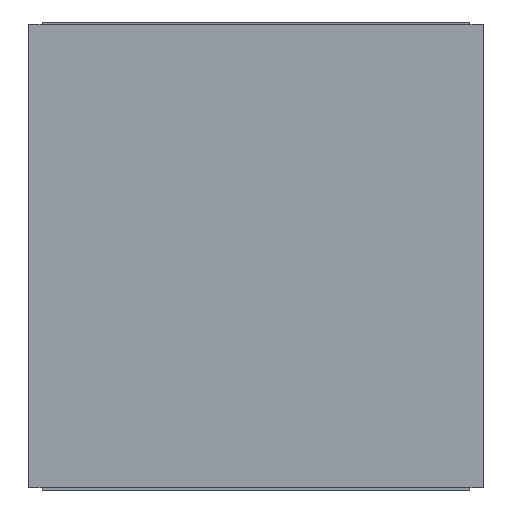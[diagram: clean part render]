
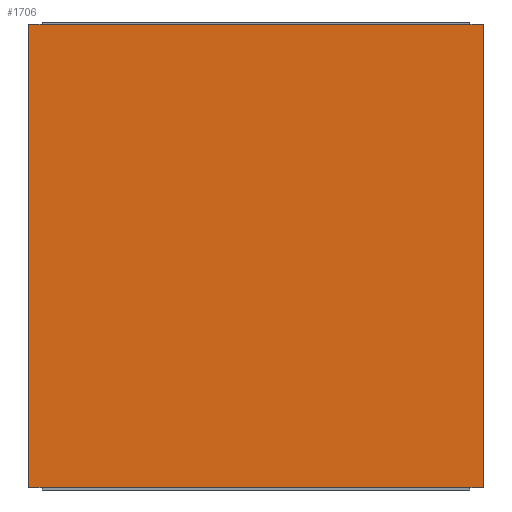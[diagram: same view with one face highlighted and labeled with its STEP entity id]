
A CAD part, front view. The second image highlights one B-rep face of the part: STEP entity #1706.
In plain terms, the highlighted planar face has unit normal (0, -1, 0).
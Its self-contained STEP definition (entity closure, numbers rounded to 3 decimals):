
#12 = ORIENTED_EDGE ( 'NONE', *, *, #32, .T. ) ;
#32 = EDGE_CURVE ( 'NONE', #709, #321, #2491, .T. ) ;
#53 = VERTEX_POINT ( 'NONE', #2073 ) ;
#57 = DIRECTION ( 'NONE',  ( 0., 1., 0. ) ) ;
#60 = CARTESIAN_POINT ( 'NONE',  ( -340., -175., 347. ) ) ;
#84 = CARTESIAN_POINT ( 'NONE',  ( -340., -175., -347. ) ) ;
#134 = VECTOR ( 'NONE', #1889, 1000. ) ;
#171 = CARTESIAN_POINT ( 'NONE',  ( -340., -175., -347. ) ) ;
#258 = ORIENTED_EDGE ( 'NONE', *, *, #2910, .T. ) ;
#321 = VERTEX_POINT ( 'NONE', #1575 ) ;
#325 = EDGE_CURVE ( 'NONE', #1057, #1113, #1584, .T. ) ;
#390 = DIRECTION ( 'NONE',  ( -1., 0., 0. ) ) ;
#441 = ORIENTED_EDGE ( 'NONE', *, *, #1504, .T. ) ;
#598 = CARTESIAN_POINT ( 'NONE',  ( -320., -175., -347. ) ) ;
#601 = CARTESIAN_POINT ( 'NONE',  ( 340., -175., 347. ) ) ;
#612 = EDGE_LOOP ( 'NONE', ( #2110, #1492, #441, #2698, #12, #1753, #928, #258 ) ) ;
#709 = VERTEX_POINT ( 'NONE', #598 ) ;
#721 = EDGE_CURVE ( 'NONE', #53, #1113, #1636, .T. ) ;
#727 = LINE ( 'NONE', #84, #134 ) ;
#752 = DIRECTION ( 'NONE',  ( 1., 0., 0. ) ) ;
#765 = VECTOR ( 'NONE', #1367, 1000. ) ;
#817 = DIRECTION ( 'NONE',  ( -1., 0., 0. ) ) ;
#835 = DIRECTION ( 'NONE',  ( 0., 0., -1. ) ) ;
#869 = CARTESIAN_POINT ( 'NONE',  ( -300., -175., -347. ) ) ;
#891 = DIRECTION ( 'NONE',  ( 0., 0., -1. ) ) ;
#928 = ORIENTED_EDGE ( 'NONE', *, *, #2014, .F. ) ;
#953 = PLANE ( 'NONE',  #1265 ) ;
#1057 = VERTEX_POINT ( 'NONE', #60 ) ;
#1079 = CARTESIAN_POINT ( 'NONE',  ( 340., -175., -347. ) ) ;
#1113 = VERTEX_POINT ( 'NONE', #2334 ) ;
#1131 = DIRECTION ( 'NONE',  ( 1., 0., 0. ) ) ;
#1140 = CARTESIAN_POINT ( 'NONE',  ( 340., -175., 347. ) ) ;
#1194 = LINE ( 'NONE', #2017, #2319 ) ;
#1265 = AXIS2_PLACEMENT_3D ( 'NONE', #1413, #57, #1641 ) ;
#1342 = VERTEX_POINT ( 'NONE', #2629 ) ;
#1367 = DIRECTION ( 'NONE',  ( -1., 0., 0. ) ) ;
#1413 = CARTESIAN_POINT ( 'NONE',  ( -300., -175., 350. ) ) ;
#1492 = ORIENTED_EDGE ( 'NONE', *, *, #325, .F. ) ;
#1504 = EDGE_CURVE ( 'NONE', #1057, #2565, #1194, .T. ) ;
#1548 = FACE_OUTER_BOUND ( 'NONE', #612, .T. ) ;
#1575 = CARTESIAN_POINT ( 'NONE',  ( 320., -175., -347. ) ) ;
#1584 = LINE ( 'NONE', #2468, #2250 ) ;
#1636 = LINE ( 'NONE', #2847, #2812 ) ;
#1641 = DIRECTION ( 'NONE',  ( 0., 0., 1. ) ) ;
#1706 = ADVANCED_FACE ( 'NONE', ( #1548 ), #953, .F. ) ;
#1724 = VECTOR ( 'NONE', #835, 1000. ) ;
#1753 = ORIENTED_EDGE ( 'NONE', *, *, #2530, .F. ) ;
#1797 = EDGE_CURVE ( 'NONE', #2565, #709, #727, .T. ) ;
#1889 = DIRECTION ( 'NONE',  ( 1., 0., 0. ) ) ;
#1901 = VECTOR ( 'NONE', #752, 1000. ) ;
#1976 = LINE ( 'NONE', #1140, #765 ) ;
#2014 = EDGE_CURVE ( 'NONE', #1342, #2089, #2314, .T. ) ;
#2017 = CARTESIAN_POINT ( 'NONE',  ( -340., -175., 347. ) ) ;
#2073 = CARTESIAN_POINT ( 'NONE',  ( 320., -175., 347. ) ) ;
#2089 = VERTEX_POINT ( 'NONE', #1079 ) ;
#2110 = ORIENTED_EDGE ( 'NONE', *, *, #721, .T. ) ;
#2250 = VECTOR ( 'NONE', #1131, 1000. ) ;
#2314 = LINE ( 'NONE', #601, #1724 ) ;
#2319 = VECTOR ( 'NONE', #891, 1000. ) ;
#2334 = CARTESIAN_POINT ( 'NONE',  ( -320., -175., 347. ) ) ;
#2468 = CARTESIAN_POINT ( 'NONE',  ( -340., -175., 347. ) ) ;
#2491 = LINE ( 'NONE', #869, #1901 ) ;
#2530 = EDGE_CURVE ( 'NONE', #2089, #321, #2759, .T. ) ;
#2565 = VERTEX_POINT ( 'NONE', #171 ) ;
#2629 = CARTESIAN_POINT ( 'NONE',  ( 340., -175., 347. ) ) ;
#2698 = ORIENTED_EDGE ( 'NONE', *, *, #1797, .T. ) ;
#2759 = LINE ( 'NONE', #2848, #2830 ) ;
#2812 = VECTOR ( 'NONE', #817, 1000. ) ;
#2830 = VECTOR ( 'NONE', #390, 1000. ) ;
#2847 = CARTESIAN_POINT ( 'NONE',  ( -300., -175., 347. ) ) ;
#2848 = CARTESIAN_POINT ( 'NONE',  ( 340., -175., -347. ) ) ;
#2910 = EDGE_CURVE ( 'NONE', #1342, #53, #1976, .T. ) ;
